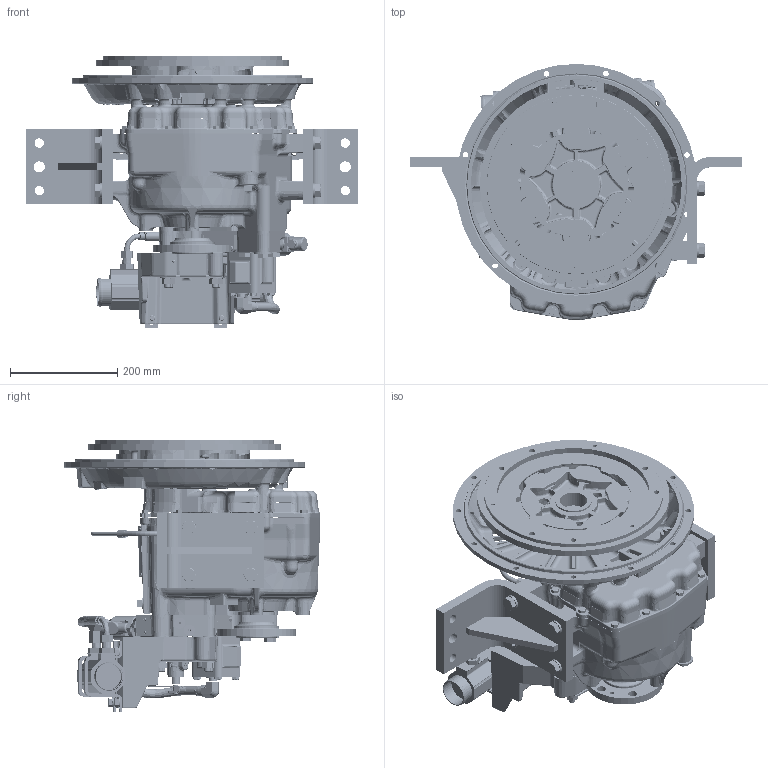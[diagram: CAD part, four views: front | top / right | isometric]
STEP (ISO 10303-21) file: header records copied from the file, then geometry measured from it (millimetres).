
FILE_DESCRIPTION (( 'STEP AP214' ), '1' );
FILE_NAME ('PX13021D.STEP', '2014-10-01T20:37:55', ( '' ), ( '' ), 'SwSTEP 2.0', 'SolidWorks 2010', '' );
FILE_SCHEMA (( 'AUTOMOTIVE_DESIGN' ));
Length unit declared in the file: millimetre
Products named in the file (1): PX13021D
Bounding box: 620.1 x 478.58 x 509.18 mm (x, y, z)
Surface area: 2009861.7 mm2 (no closed solid volume)
Topology: 0 solids, 254 shells, 4591 faces, 16736 edges, 11852 vertices
Faces by surface type: cylinder 1264, plane 1174, bspline 978, cone 599, torus 477, sphere 99
Entity records: 300816 total; most frequent: CARTESIAN_POINT 121036, ORIENTED_EDGE 25664, DIRECTION 24979, EDGE_CURVE 16597, VERTEX_POINT 11843, AXIS2_PLACEMENT_3D 9922, CIRCLE 6308, EDGE_LOOP 5332
